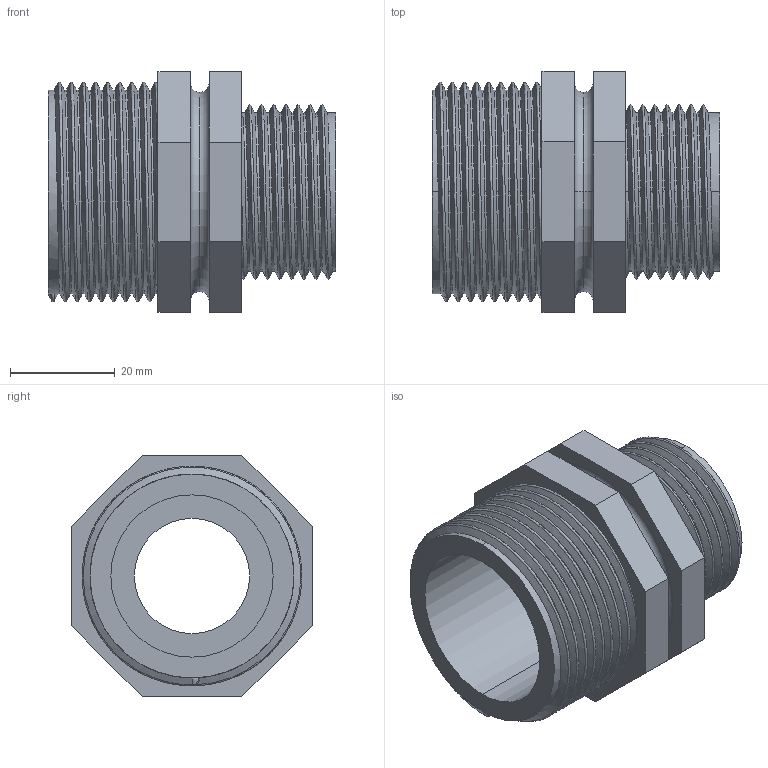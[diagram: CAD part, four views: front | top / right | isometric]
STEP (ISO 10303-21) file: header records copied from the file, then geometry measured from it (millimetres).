
FILE_DESCRIPTION (( 'STEP AP203' ), '1' );
FILE_NAME ('00211_0907.STEP', '2017-05-15T13:14:11', ( '' ), ( '' ), 'SwSTEP 2.0', 'SolidWorks 2011', '' );
FILE_SCHEMA (( 'CONFIG_CONTROL_DESIGN' ));
Length unit declared in the file: millimetre
Products named in the file (1): 00211_0907
Bounding box: 55 x 46 x 46 mm (x, y, z)
Volume: 34147.7 mm3; surface area: 18285.2 mm2
Topology: 1 solids, 1 shells, 82 faces, 225 edges, 145 vertices
Faces by surface type: cylinder 39, plane 25, torus 7, bspline 6, cone 5
Entity records: 5889 total; most frequent: CARTESIAN_POINT 4000, ORIENTED_EDGE 440, DIRECTION 315, EDGE_CURVE 220, VERTEX_POINT 145, AXIS2_PLACEMENT_3D 110, LINE 95, VECTOR 95
